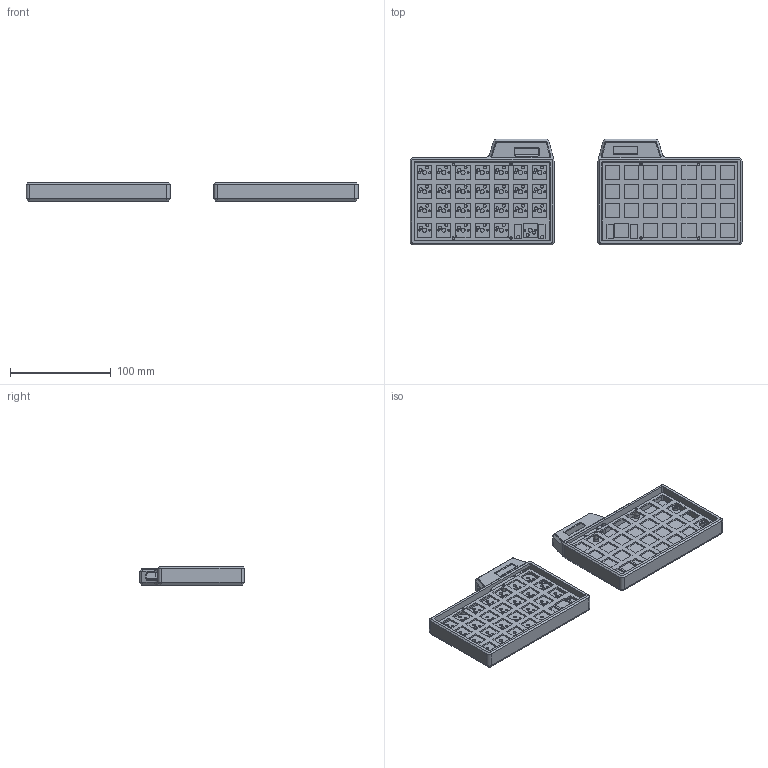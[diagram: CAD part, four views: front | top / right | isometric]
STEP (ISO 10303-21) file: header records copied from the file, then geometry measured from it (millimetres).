
FILE_DESCRIPTION(/* description */ (''),/* implementation_level */ '2;1');
FILE_NAME(/* name */ '742 Case2 v61.step',/* time_stamp */ '2020-12-05T09:30:52+01:00',/* author */ (''),/* organization */ (''),/* preprocessor_version */ 'ST-DEVELOPER v18.1',/* originating_system */ 'Autodesk Translation Framework v9.3.0.1241',/* authorisation */ '');
FILE_SCHEMA (('AUTOMOTIVE_DESIGN { 1 0 10303 214 3 1 1 }'));
Length unit declared in the file: millimetre
Products named in the file (1): 742 Case2
Bounding box: 329 x 104.5 x 18.5 mm (x, y, z)
Volume: 142840.4 mm3; surface area: 139881.8 mm2
Topology: 8 solids, 8 shells, 1408 faces, 3901 edges, 2560 vertices
Faces by surface type: plane 799, cylinder 355, bspline 202, cone 52
Full cylindrical faces by diameter (mm): 0.813 x30, 1.2 x2, 1.9 x54, 2.5 x8, 3 x60, 3.1 x2, 4 x2, 4.1 x27, 5.1 x2, 6 x1, 7 x2, 8 x8
Entity records: 48407 total; most frequent: CARTESIAN_POINT 12074, ORIENTED_EDGE 7802, DIRECTION 6661, EDGE_CURVE 3901, LINE 2715, VECTOR 2715, VERTEX_POINT 2560, AXIS2_PLACEMENT_3D 1973
